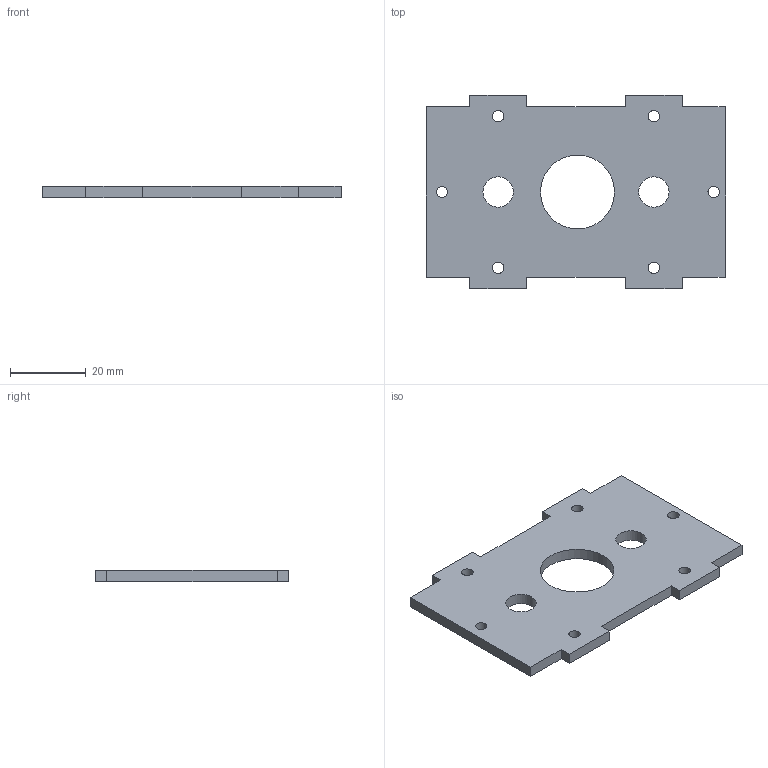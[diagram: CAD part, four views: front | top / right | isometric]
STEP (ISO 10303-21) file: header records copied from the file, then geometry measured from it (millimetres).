
FILE_DESCRIPTION(/* description */ (''),/* implementation_level */ '2;1');
FILE_NAME(/* name */ 'motor support plate.step',/* time_stamp */ '2018-01-13T15:16:22-05:00',/* author */ (''),/* organization */ (''),/* preprocessor_version */ 'ST-DEVELOPER v16.13',/* originating_system */ 'Autodesk Translation Framework v6.5.0.72',/* authorisation */ '');
FILE_SCHEMA (('AUTOMOTIVE_DESIGN { 1 0 10303 214 3 1 1 }'));
Length unit declared in the file: millimetre
Products named in the file (1): motor support plate (2)
Bounding box: 78.94 x 51 x 3 mm (x, y, z)
Volume: 9871.9 mm3; surface area: 7901.1 mm2
Topology: 1 solids, 1 shells, 31 faces, 91 edges, 62 vertices
Faces by surface type: plane 22, cylinder 9
Full cylindrical faces by diameter (mm): 3 x6, 8 x2, 19.5 x1
Entity records: 1104 total; most frequent: CARTESIAN_POINT 185, ORIENTED_EDGE 182, DIRECTION 173, EDGE_CURVE 91, LINE 73, VECTOR 73, VERTEX_POINT 62, AXIS2_PLACEMENT_3D 50
